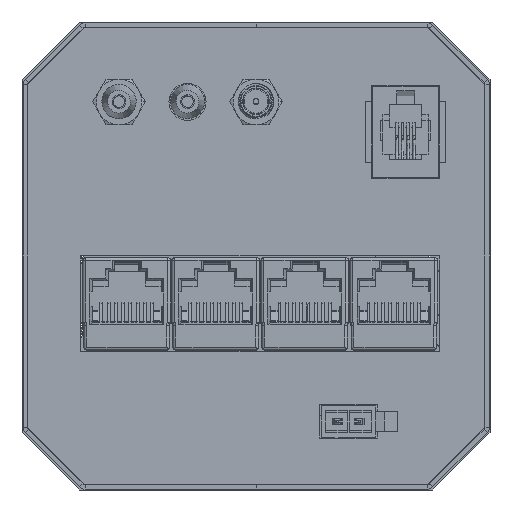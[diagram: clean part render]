
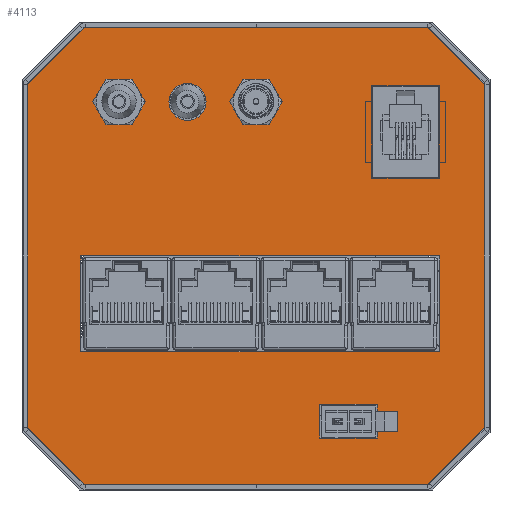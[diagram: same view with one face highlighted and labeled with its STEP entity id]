
A CAD part, front view. The second image highlights one B-rep face of the part: STEP entity #4113.
In plain terms, the highlighted planar face has unit normal (0, -1, 0).
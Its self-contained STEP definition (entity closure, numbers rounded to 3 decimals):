
#3810 = VERTEX_POINT('',#3811);
#3811 = CARTESIAN_POINT('',(-30.,-0.8,40.));
#3817 = EDGE_CURVE('',#3810,#3818,#3820,.T.);
#3818 = VERTEX_POINT('',#3819);
#3819 = CARTESIAN_POINT('',(30.,-0.8,40.));
#3820 = LINE('',#3821,#3822);
#3821 = CARTESIAN_POINT('',(-40.,-0.8,40.));
#3822 = VECTOR('',#3823,1.);
#3823 = DIRECTION('',(1.,0.,0.));
#4071 = EDGE_CURVE('',#3810,#4072,#4074,.T.);
#4072 = VERTEX_POINT('',#4073);
#4073 = CARTESIAN_POINT('',(-40.,-0.8,30.));
#4074 = LINE('',#4075,#4076);
#4075 = CARTESIAN_POINT('',(-35.,-0.8,35.));
#4076 = VECTOR('',#4077,1.);
#4077 = DIRECTION('',(-0.707,0.,-0.707));
#4095 = EDGE_CURVE('',#3818,#4096,#4098,.T.);
#4096 = VERTEX_POINT('',#4097);
#4097 = CARTESIAN_POINT('',(40.,-0.8,30.));
#4098 = LINE('',#4099,#4100);
#4099 = CARTESIAN_POINT('',(35.,-0.8,35.));
#4100 = VECTOR('',#4101,1.);
#4101 = DIRECTION('',(0.707,0.,-0.707));
#4113 = ADVANCED_FACE('',(#4114,#4157,#4168,#4179,#4213,#4224,#4290),
  #4324,.F.);
#4114 = FACE_BOUND('',#4115,.F.);
#4115 = EDGE_LOOP('',(#4116,#4117,#4118,#4126,#4134,#4142,#4150,#4156));
#4116 = ORIENTED_EDGE('',*,*,#3817,.T.);
#4117 = ORIENTED_EDGE('',*,*,#4095,.T.);
#4118 = ORIENTED_EDGE('',*,*,#4119,.T.);
#4119 = EDGE_CURVE('',#4096,#4120,#4122,.T.);
#4120 = VERTEX_POINT('',#4121);
#4121 = CARTESIAN_POINT('',(40.,-0.8,-30.));
#4122 = LINE('',#4123,#4124);
#4123 = CARTESIAN_POINT('',(40.,-0.8,40.));
#4124 = VECTOR('',#4125,1.);
#4125 = DIRECTION('',(0.,0.,-1.));
#4126 = ORIENTED_EDGE('',*,*,#4127,.T.);
#4127 = EDGE_CURVE('',#4120,#4128,#4130,.T.);
#4128 = VERTEX_POINT('',#4129);
#4129 = CARTESIAN_POINT('',(30.,-0.8,-40.));
#4130 = LINE('',#4131,#4132);
#4131 = CARTESIAN_POINT('',(35.,-0.8,-35.));
#4132 = VECTOR('',#4133,1.);
#4133 = DIRECTION('',(-0.707,0.,-0.707));
#4134 = ORIENTED_EDGE('',*,*,#4135,.T.);
#4135 = EDGE_CURVE('',#4128,#4136,#4138,.T.);
#4136 = VERTEX_POINT('',#4137);
#4137 = CARTESIAN_POINT('',(-30.,-0.8,-40.));
#4138 = LINE('',#4139,#4140);
#4139 = CARTESIAN_POINT('',(40.,-0.8,-40.));
#4140 = VECTOR('',#4141,1.);
#4141 = DIRECTION('',(-1.,0.,0.));
#4142 = ORIENTED_EDGE('',*,*,#4143,.F.);
#4143 = EDGE_CURVE('',#4144,#4136,#4146,.T.);
#4144 = VERTEX_POINT('',#4145);
#4145 = CARTESIAN_POINT('',(-40.,-0.8,-30.));
#4146 = LINE('',#4147,#4148);
#4147 = CARTESIAN_POINT('',(-35.,-0.8,-35.));
#4148 = VECTOR('',#4149,1.);
#4149 = DIRECTION('',(0.707,0.,-0.707));
#4150 = ORIENTED_EDGE('',*,*,#4151,.T.);
#4151 = EDGE_CURVE('',#4144,#4072,#4152,.T.);
#4152 = LINE('',#4153,#4154);
#4153 = CARTESIAN_POINT('',(-40.,-0.8,-40.));
#4154 = VECTOR('',#4155,1.);
#4155 = DIRECTION('',(0.,0.,1.));
#4156 = ORIENTED_EDGE('',*,*,#4071,.F.);
#4157 = FACE_BOUND('',#4158,.F.);
#4158 = EDGE_LOOP('',(#4159));
#4159 = ORIENTED_EDGE('',*,*,#4160,.T.);
#4160 = EDGE_CURVE('',#4161,#4161,#4163,.T.);
#4161 = VERTEX_POINT('',#4162);
#4162 = CARTESIAN_POINT('',(-8.75,-0.8,27.));
#4163 = CIRCLE('',#4164,3.25);
#4164 = AXIS2_PLACEMENT_3D('',#4165,#4166,#4167);
#4165 = CARTESIAN_POINT('',(-12.,-0.8,27.));
#4166 = DIRECTION('',(0.,-1.,0.));
#4167 = DIRECTION('',(1.,0.,0.));
#4168 = FACE_BOUND('',#4169,.F.);
#4169 = EDGE_LOOP('',(#4170));
#4170 = ORIENTED_EDGE('',*,*,#4171,.T.);
#4171 = EDGE_CURVE('',#4172,#4172,#4174,.T.);
#4172 = VERTEX_POINT('',#4173);
#4173 = CARTESIAN_POINT('',(3.25,-0.8,27.));
#4174 = CIRCLE('',#4175,3.25);
#4175 = AXIS2_PLACEMENT_3D('',#4176,#4177,#4178);
#4176 = CARTESIAN_POINT('',(0.,-0.8,27.));
#4177 = DIRECTION('',(0.,-1.,0.));
#4178 = DIRECTION('',(1.,0.,0.));
#4179 = FACE_BOUND('',#4180,.F.);
#4180 = EDGE_LOOP('',(#4181,#4191,#4199,#4207));
#4181 = ORIENTED_EDGE('',*,*,#4182,.F.);
#4182 = EDGE_CURVE('',#4183,#4185,#4187,.T.);
#4183 = VERTEX_POINT('',#4184);
#4184 = CARTESIAN_POINT('',(20.307,-0.8,29.869));
#4185 = VERTEX_POINT('',#4186);
#4186 = CARTESIAN_POINT('',(32.122,-0.8,29.869));
#4187 = LINE('',#4188,#4189);
#4188 = CARTESIAN_POINT('',(20.307,-0.8,29.869));
#4189 = VECTOR('',#4190,1.);
#4190 = DIRECTION('',(1.,0.,0.));
#4191 = ORIENTED_EDGE('',*,*,#4192,.F.);
#4192 = EDGE_CURVE('',#4193,#4183,#4195,.T.);
#4193 = VERTEX_POINT('',#4194);
#4194 = CARTESIAN_POINT('',(20.307,-0.8,13.62));
#4195 = LINE('',#4196,#4197);
#4196 = CARTESIAN_POINT('',(20.307,-0.8,13.62));
#4197 = VECTOR('',#4198,1.);
#4198 = DIRECTION('',(0.,0.,1.));
#4199 = ORIENTED_EDGE('',*,*,#4200,.F.);
#4200 = EDGE_CURVE('',#4201,#4193,#4203,.T.);
#4201 = VERTEX_POINT('',#4202);
#4202 = CARTESIAN_POINT('',(32.122,-0.8,13.62));
#4203 = LINE('',#4204,#4205);
#4204 = CARTESIAN_POINT('',(32.122,-0.8,13.62));
#4205 = VECTOR('',#4206,1.);
#4206 = DIRECTION('',(-1.,0.,0.));
#4207 = ORIENTED_EDGE('',*,*,#4208,.F.);
#4208 = EDGE_CURVE('',#4185,#4201,#4209,.T.);
#4209 = LINE('',#4210,#4211);
#4210 = CARTESIAN_POINT('',(32.122,-0.8,29.869));
#4211 = VECTOR('',#4212,1.);
#4212 = DIRECTION('',(0.,0.,-1.));
#4213 = FACE_BOUND('',#4214,.F.);
#4214 = EDGE_LOOP('',(#4215));
#4215 = ORIENTED_EDGE('',*,*,#4216,.T.);
#4216 = EDGE_CURVE('',#4217,#4217,#4219,.T.);
#4217 = VERTEX_POINT('',#4218);
#4218 = CARTESIAN_POINT('',(-20.75,-0.8,27.));
#4219 = CIRCLE('',#4220,3.25);
#4220 = AXIS2_PLACEMENT_3D('',#4221,#4222,#4223);
#4221 = CARTESIAN_POINT('',(-24.,-0.8,27.));
#4222 = DIRECTION('',(0.,-1.,0.));
#4223 = DIRECTION('',(1.,0.,0.));
#4224 = FACE_BOUND('',#4225,.F.);
#4225 = EDGE_LOOP('',(#4226,#4236,#4244,#4252,#4260,#4268,#4276,#4284));
#4226 = ORIENTED_EDGE('',*,*,#4227,.F.);
#4227 = EDGE_CURVE('',#4228,#4230,#4232,.T.);
#4228 = VERTEX_POINT('',#4229);
#4229 = CARTESIAN_POINT('',(11.146,-0.8,-26.003));
#4230 = VERTEX_POINT('',#4231);
#4231 = CARTESIAN_POINT('',(21.243,-0.8,-26.003));
#4232 = LINE('',#4233,#4234);
#4233 = CARTESIAN_POINT('',(11.146,-0.8,-26.003));
#4234 = VECTOR('',#4235,1.);
#4235 = DIRECTION('',(1.,0.,0.));
#4236 = ORIENTED_EDGE('',*,*,#4237,.F.);
#4237 = EDGE_CURVE('',#4238,#4228,#4240,.T.);
#4238 = VERTEX_POINT('',#4239);
#4239 = CARTESIAN_POINT('',(11.146,-0.8,-31.894));
#4240 = LINE('',#4241,#4242);
#4241 = CARTESIAN_POINT('',(11.146,-0.8,-31.894));
#4242 = VECTOR('',#4243,1.);
#4243 = DIRECTION('',(0.,0.,1.));
#4244 = ORIENTED_EDGE('',*,*,#4245,.F.);
#4245 = EDGE_CURVE('',#4246,#4238,#4248,.T.);
#4246 = VERTEX_POINT('',#4247);
#4247 = CARTESIAN_POINT('',(21.243,-0.8,-31.894));
#4248 = LINE('',#4249,#4250);
#4249 = CARTESIAN_POINT('',(21.243,-0.8,-31.894));
#4250 = VECTOR('',#4251,1.);
#4251 = DIRECTION('',(-1.,0.,0.));
#4252 = ORIENTED_EDGE('',*,*,#4253,.F.);
#4253 = EDGE_CURVE('',#4254,#4246,#4256,.T.);
#4254 = VERTEX_POINT('',#4255);
#4255 = CARTESIAN_POINT('',(21.243,-0.8,-30.778));
#4256 = LINE('',#4257,#4258);
#4257 = CARTESIAN_POINT('',(21.243,-0.8,-26.003));
#4258 = VECTOR('',#4259,1.);
#4259 = DIRECTION('',(0.,0.,-1.));
#4260 = ORIENTED_EDGE('',*,*,#4261,.F.);
#4261 = EDGE_CURVE('',#4262,#4254,#4264,.T.);
#4262 = VERTEX_POINT('',#4263);
#4263 = CARTESIAN_POINT('',(24.75,-0.8,-30.778));
#4264 = LINE('',#4265,#4266);
#4265 = CARTESIAN_POINT('',(24.75,-0.8,-30.778));
#4266 = VECTOR('',#4267,1.);
#4267 = DIRECTION('',(-1.,0.,0.));
#4268 = ORIENTED_EDGE('',*,*,#4269,.F.);
#4269 = EDGE_CURVE('',#4270,#4262,#4272,.T.);
#4270 = VERTEX_POINT('',#4271);
#4271 = CARTESIAN_POINT('',(24.75,-0.8,-27.222));
#4272 = LINE('',#4273,#4274);
#4273 = CARTESIAN_POINT('',(24.75,-0.8,-27.222));
#4274 = VECTOR('',#4275,1.);
#4275 = DIRECTION('',(0.,0.,-1.));
#4276 = ORIENTED_EDGE('',*,*,#4277,.F.);
#4277 = EDGE_CURVE('',#4278,#4270,#4280,.T.);
#4278 = VERTEX_POINT('',#4279);
#4279 = CARTESIAN_POINT('',(21.243,-0.8,-27.222));
#4280 = LINE('',#4281,#4282);
#4281 = CARTESIAN_POINT('',(20.582,-0.8,-27.222));
#4282 = VECTOR('',#4283,1.);
#4283 = DIRECTION('',(1.,0.,0.));
#4284 = ORIENTED_EDGE('',*,*,#4285,.F.);
#4285 = EDGE_CURVE('',#4230,#4278,#4286,.T.);
#4286 = LINE('',#4287,#4288);
#4287 = CARTESIAN_POINT('',(21.243,-0.8,-26.003));
#4288 = VECTOR('',#4289,1.);
#4289 = DIRECTION('',(0.,0.,-1.));
#4290 = FACE_BOUND('',#4291,.F.);
#4291 = EDGE_LOOP('',(#4292,#4302,#4310,#4318));
#4292 = ORIENTED_EDGE('',*,*,#4293,.F.);
#4293 = EDGE_CURVE('',#4294,#4296,#4298,.T.);
#4294 = VERTEX_POINT('',#4295);
#4295 = CARTESIAN_POINT('',(-30.737,-0.8,0.004));
#4296 = VERTEX_POINT('',#4297);
#4297 = CARTESIAN_POINT('',(32.158,-0.8,0.004));
#4298 = LINE('',#4299,#4300);
#4299 = CARTESIAN_POINT('',(-30.737,-0.8,0.004));
#4300 = VECTOR('',#4301,1.);
#4301 = DIRECTION('',(1.,0.,0.));
#4302 = ORIENTED_EDGE('',*,*,#4303,.F.);
#4303 = EDGE_CURVE('',#4304,#4294,#4306,.T.);
#4304 = VERTEX_POINT('',#4305);
#4305 = CARTESIAN_POINT('',(-30.737,-0.8,-16.746));
#4306 = LINE('',#4307,#4308);
#4307 = CARTESIAN_POINT('',(-30.737,-0.8,-16.746));
#4308 = VECTOR('',#4309,1.);
#4309 = DIRECTION('',(0.,0.,1.));
#4310 = ORIENTED_EDGE('',*,*,#4311,.F.);
#4311 = EDGE_CURVE('',#4312,#4304,#4314,.T.);
#4312 = VERTEX_POINT('',#4313);
#4313 = CARTESIAN_POINT('',(32.158,-0.8,-16.746));
#4314 = LINE('',#4315,#4316);
#4315 = CARTESIAN_POINT('',(32.158,-0.8,-16.746));
#4316 = VECTOR('',#4317,1.);
#4317 = DIRECTION('',(-1.,0.,0.));
#4318 = ORIENTED_EDGE('',*,*,#4319,.F.);
#4319 = EDGE_CURVE('',#4296,#4312,#4320,.T.);
#4320 = LINE('',#4321,#4322);
#4321 = CARTESIAN_POINT('',(32.158,-0.8,0.004));
#4322 = VECTOR('',#4323,1.);
#4323 = DIRECTION('',(0.,0.,-1.));
#4324 = PLANE('',#4325);
#4325 = AXIS2_PLACEMENT_3D('',#4326,#4327,#4328);
#4326 = CARTESIAN_POINT('',(0.,-0.8,0.));
#4327 = DIRECTION('',(0.,1.,0.));
#4328 = DIRECTION('',(0.,0.,1.));
